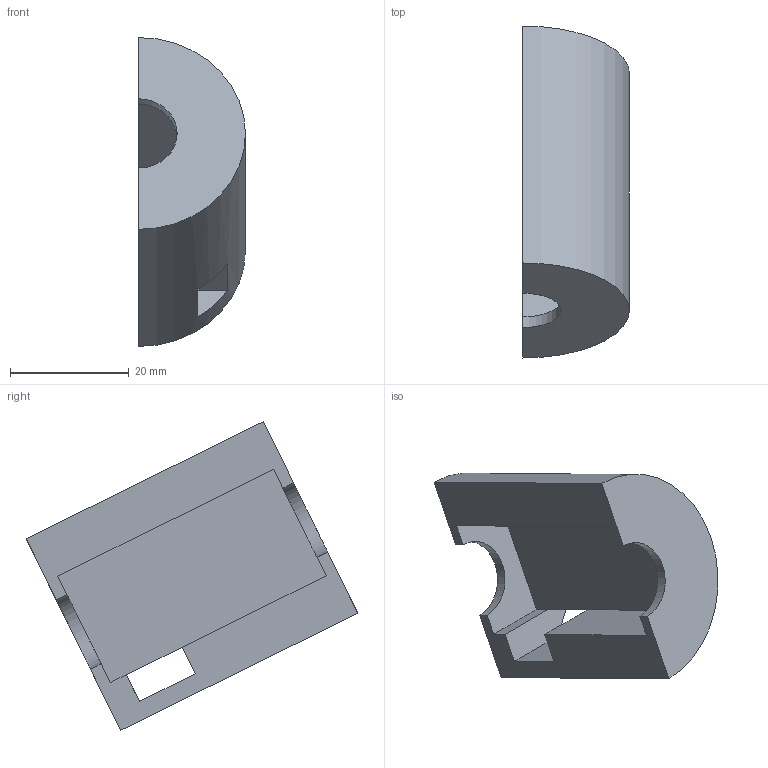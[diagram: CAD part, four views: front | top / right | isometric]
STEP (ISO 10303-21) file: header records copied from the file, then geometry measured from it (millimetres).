
FILE_DESCRIPTION (( 'STEP AP203' ), '1' );
FILE_NAME ('shouler left end.sldasm-Part-2_默认_sldprt.STEP', '2018-02-02T07:13:11', ( '' ), ( '' ), 'SwSTEP 2.0', 'SolidWorks 2014', '' );
FILE_SCHEMA (( 'CONFIG_CONTROL_DESIGN' ));
Length unit declared in the file: millimetre
Products named in the file (1): shouler left end.sldasm-Part-2_默认_sldprt
Bounding box: 18 x 55.84 x 51.98 mm (x, y, z)
Volume: 13448.7 mm3; surface area: 6182.7 mm2
Topology: 1 solids, 1 shells, 17 faces, 46 edges, 30 vertices
Faces by surface type: plane 14, cylinder 3
Entity records: 613 total; most frequent: CARTESIAN_POINT 94, ORIENTED_EDGE 92, DIRECTION 90, EDGE_CURVE 46, VECTOR 38, LINE 38, VERTEX_POINT 30, AXIS2_PLACEMENT_3D 26
